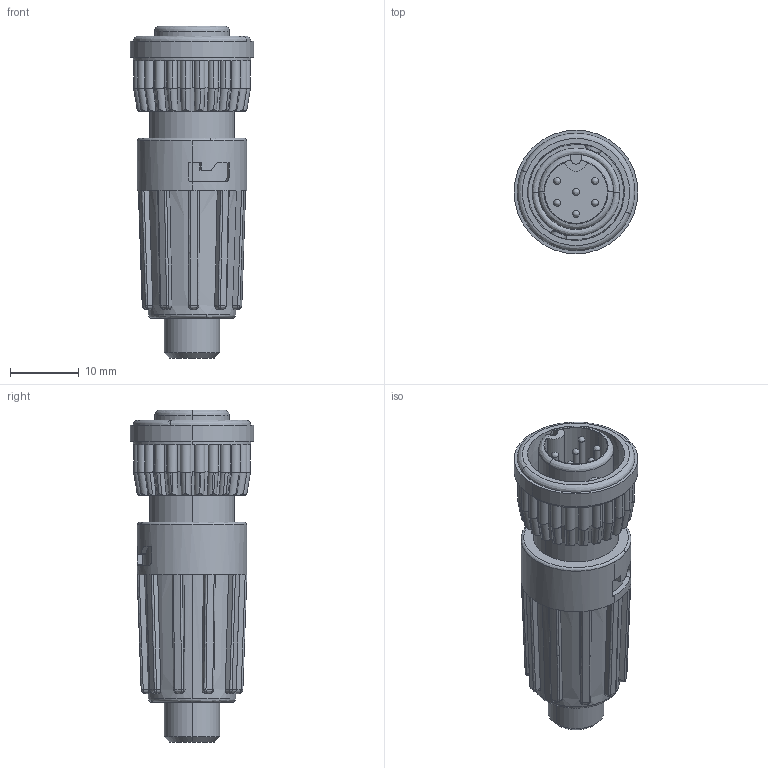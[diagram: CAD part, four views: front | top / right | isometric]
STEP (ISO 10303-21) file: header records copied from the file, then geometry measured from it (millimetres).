
FILE_DESCRIPTION (( 'STEP AP203' ), '1' );
FILE_NAME ('6282-6PG-519.STEP', '2016-08-01T14:53:55', ( '' ), ( '' ), 'SwSTEP 2.0', 'SolidWorks 2014', '' );
FILE_SCHEMA (( 'CONFIG_CONTROL_DESIGN' ));
Length unit declared in the file: inch
Products named in the file (1): 6282-6PG-519
Bounding box: 18.03 x 18.03 x 48.39 mm (x, y, z)
Volume: 6663.1 mm3; surface area: 4157.6 mm2
Topology: 1 solids, 1 shells, 441 faces, 1216 edges, 760 vertices
Faces by surface type: cylinder 210, bspline 124, plane 100, cone 7
Entity records: 21688 total; most frequent: CARTESIAN_POINT 12224, ORIENTED_EDGE 2368, DIRECTION 1515, EDGE_CURVE 1184, VERTEX_POINT 760, AXIS2_PLACEMENT_3D 589, EDGE_LOOP 456, FACE_OUTER_BOUND 441
